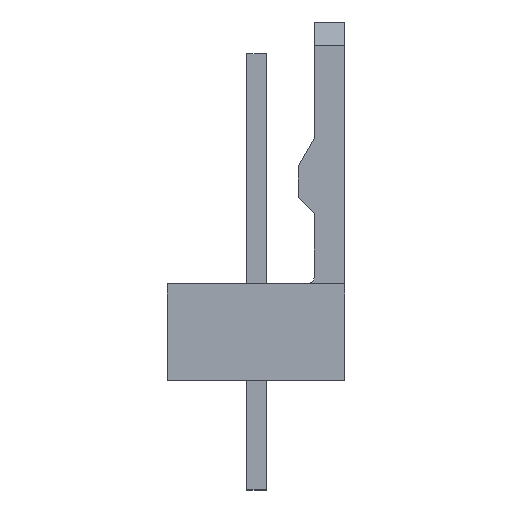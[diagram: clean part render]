
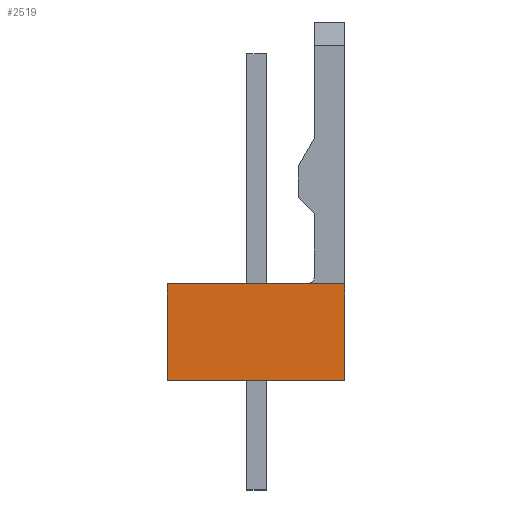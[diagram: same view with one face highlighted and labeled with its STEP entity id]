
A CAD part, left-side view. The second image highlights one B-rep face of the part: STEP entity #2519.
In plain terms, the highlighted planar face has unit normal (-1, 0, 0).
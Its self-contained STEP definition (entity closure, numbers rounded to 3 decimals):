
#90=FACE_OUTER_BOUND($,#231,.T.);
#231=EDGE_LOOP($,(#1928,#1929,#1930,#1931));
#396=LINE($,#3541,#751);
#440=LINE($,#3628,#795);
#466=LINE($,#3674,#821);
#470=LINE($,#3682,#825);
#751=VECTOR($,#2884,3.16);
#795=VECTOR($,#2944,5.8);
#821=VECTOR($,#2976,3.16);
#825=VECTOR($,#2986,5.8);
#1082=VERTEX_POINT($,#3538);
#1083=VERTEX_POINT($,#3540);
#1118=VERTEX_POINT($,#3626);
#1135=VERTEX_POINT($,#3672);
#1344=EDGE_CURVE($,#1083,#1082,#396,.T.);
#1388=EDGE_CURVE($,#1082,#1118,#440,.T.);
#1414=EDGE_CURVE($,#1118,#1135,#466,.T.);
#1418=EDGE_CURVE($,#1135,#1083,#470,.T.);
#1928=ORIENTED_EDGE($,*,*,#1388,.T.);
#1929=ORIENTED_EDGE($,*,*,#1414,.T.);
#1930=ORIENTED_EDGE($,*,*,#1418,.T.);
#1931=ORIENTED_EDGE($,*,*,#1344,.T.);
#2386=PLANE($,#2669);
#2519=ADVANCED_FACE($,(#90),#2386,.T.);
#2669=AXIS2_PLACEMENT_3D($,#3737,#3038,#3039);
#2884=DIRECTION($,(0.,0.,-1.));
#2944=DIRECTION($,(0.,-1.,0.));
#2976=DIRECTION($,(0.,0.,1.));
#2986=DIRECTION($,(0.,1.,0.));
#3038=DIRECTION('center_axis',(-1.,0.,0.));
#3039=DIRECTION('ref_axis',(0.,-1.,0.));
#3538=CARTESIAN_POINT('',(-7.62,2.9,0.));
#3540=CARTESIAN_POINT('',(-7.62,2.9,3.16));
#3541=CARTESIAN_POINT($,(-7.62,2.9,3.16));
#3626=CARTESIAN_POINT('',(-7.62,-2.9,0.));
#3628=CARTESIAN_POINT($,(-7.62,2.9,0.));
#3672=CARTESIAN_POINT('',(-7.62,-2.9,3.16));
#3674=CARTESIAN_POINT($,(-7.62,-2.9,0.));
#3682=CARTESIAN_POINT($,(-7.62,-2.9,3.16));
#3737=CARTESIAN_POINT('Origin',(-7.62,3.19,-0.158));
